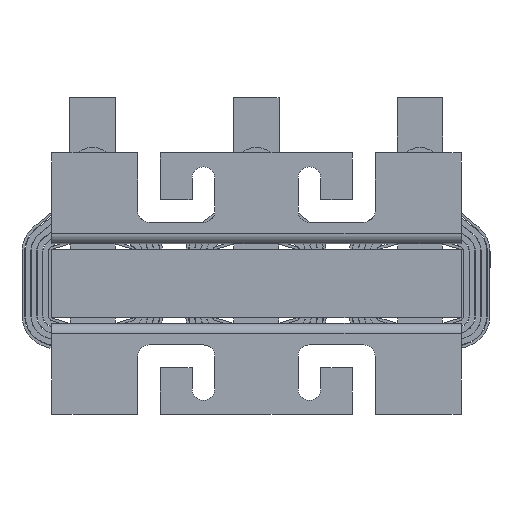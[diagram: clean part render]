
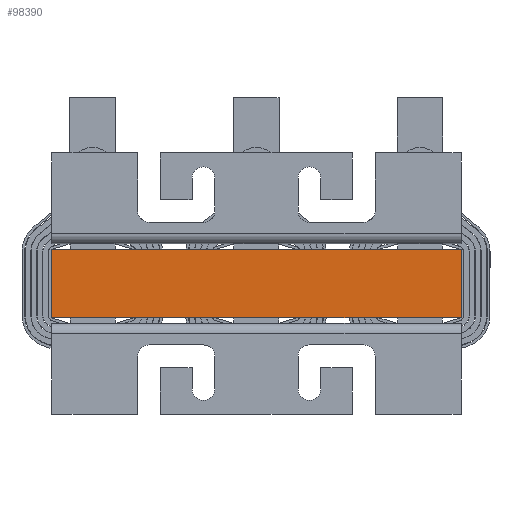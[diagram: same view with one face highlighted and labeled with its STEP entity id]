
A CAD part, front view. The second image highlights one B-rep face of the part: STEP entity #98390.
In plain terms, the highlighted planar face has unit normal (0, -1, 0).
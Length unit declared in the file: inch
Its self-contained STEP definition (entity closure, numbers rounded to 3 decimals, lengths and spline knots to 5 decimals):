
#1935 = VECTOR ( 'NONE', #102663, 39.37008 ) ;
#9097 = VERTEX_POINT ( 'NONE', #52845 ) ;
#13848 = ORIENTED_EDGE ( 'NONE', *, *, #61686, .F. ) ;
#15774 = CARTESIAN_POINT ( 'NONE',  ( 7.71526, -0.95864, 0. ) ) ;
#16005 = DIRECTION ( 'NONE',  ( 0., -1., 0. ) ) ;
#16756 = AXIS2_PLACEMENT_3D ( 'NONE', #67911, #16005, #51382 ) ;
#17443 = FACE_OUTER_BOUND ( 'NONE', #102404, .T. ) ;
#18388 = EDGE_CURVE ( 'NONE', #102416, #54158, #95244, .T. ) ;
#24409 = VERTEX_POINT ( 'NONE', #67252 ) ;
#29248 = CARTESIAN_POINT ( 'NONE',  ( 3.21526, -0.95864, 0.75 ) ) ;
#35398 = EDGE_CURVE ( 'NONE', #24409, #54158, #58971, .T. ) ;
#42549 = VECTOR ( 'NONE', #52319, 39.37008 ) ;
#49465 = CARTESIAN_POINT ( 'NONE',  ( -1.28474, -0.95864, -0.75 ) ) ;
#51382 = DIRECTION ( 'NONE',  ( 1., 0., 0. ) ) ;
#52319 = DIRECTION ( 'NONE',  ( 0., 0., -1. ) ) ;
#52845 = CARTESIAN_POINT ( 'NONE',  ( -1.28474, -0.95864, 0.75 ) ) ;
#52899 = ORIENTED_EDGE ( 'NONE', *, *, #64021, .T. ) ;
#52959 = CARTESIAN_POINT ( 'NONE',  ( 7.71526, -0.95864, -0.75 ) ) ;
#54158 = VERTEX_POINT ( 'NONE', #52959 ) ;
#54256 = ORIENTED_EDGE ( 'NONE', *, *, #18388, .T. ) ;
#57496 = DIRECTION ( 'NONE',  ( 0., 0., -1. ) ) ;
#58971 = LINE ( 'NONE', #15774, #42549 ) ;
#61686 = EDGE_CURVE ( 'NONE', #9097, #24409, #90026, .T. ) ;
#64021 = EDGE_CURVE ( 'NONE', #9097, #102416, #103254, .T. ) ;
#67159 = CARTESIAN_POINT ( 'NONE',  ( -1.28474, -0.95864, 0. ) ) ;
#67252 = CARTESIAN_POINT ( 'NONE',  ( 7.71526, -0.95864, 0.75 ) ) ;
#67911 = CARTESIAN_POINT ( 'NONE',  ( 7.71526, -0.95864, 0. ) ) ;
#68685 = ORIENTED_EDGE ( 'NONE', *, *, #35398, .F. ) ;
#68954 = CARTESIAN_POINT ( 'NONE',  ( 7.71526, -0.95864, -0.75 ) ) ;
#77203 = VECTOR ( 'NONE', #57496, 39.37008 ) ;
#90026 = LINE ( 'NONE', #29248, #105140 ) ;
#93923 = PLANE ( 'NONE',  #16756 ) ;
#95244 = LINE ( 'NONE', #68954, #1935 ) ;
#98390 = ADVANCED_FACE ( 'NONE', ( #17443 ), #93923, .T. ) ;
#99496 = DIRECTION ( 'NONE',  ( 1., 0., 0. ) ) ;
#102404 = EDGE_LOOP ( 'NONE', ( #54256, #68685, #13848, #52899 ) ) ;
#102416 = VERTEX_POINT ( 'NONE', #49465 ) ;
#102663 = DIRECTION ( 'NONE',  ( 1., 0., 0. ) ) ;
#103254 = LINE ( 'NONE', #67159, #77203 ) ;
#105140 = VECTOR ( 'NONE', #99496, 39.37008 ) ;
